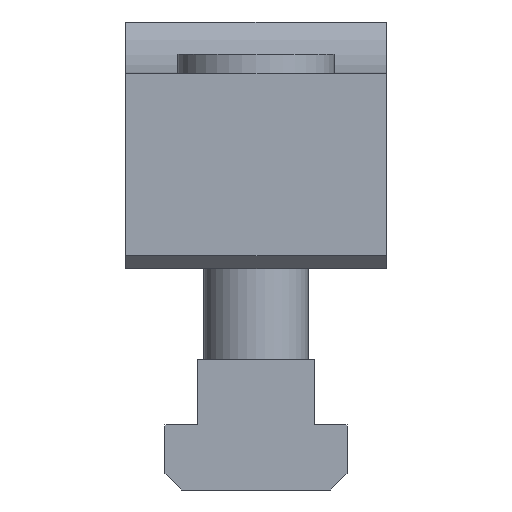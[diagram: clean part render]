
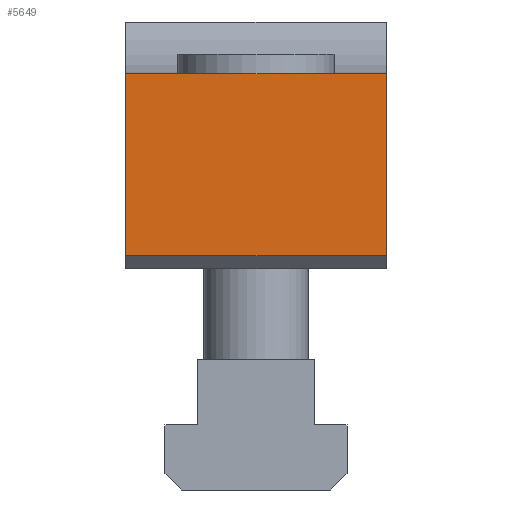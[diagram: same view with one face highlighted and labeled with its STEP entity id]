
A CAD part, left-side view. The second image highlights one B-rep face of the part: STEP entity #5649.
In plain terms, the highlighted planar face has unit normal (-1, 0, 0).
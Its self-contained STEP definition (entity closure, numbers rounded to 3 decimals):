
#127 = CARTESIAN_POINT ( 'NONE',  ( -47.5, 20., 30. ) ) ;
#202 = VERTEX_POINT ( 'NONE', #127 ) ;
#431 = ORIENTED_EDGE ( 'NONE', *, *, #3341, .F. ) ;
#503 = CARTESIAN_POINT ( 'NONE',  ( -47.5, 20., 2. ) ) ;
#636 = CARTESIAN_POINT ( 'NONE',  ( -47.5, 20., 30. ) ) ;
#904 = ORIENTED_EDGE ( 'NONE', *, *, #1158, .T. ) ;
#916 = B_SPLINE_CURVE_WITH_KNOTS ( 'NONE', 3,
 ( #636, #4293, #4199, #2114 ),
 .UNSPECIFIED., .F., .F.,
 ( 4, 4 ),
 ( 0., 1. ),
 .UNSPECIFIED. ) ;
#1158 = EDGE_CURVE ( 'NONE', #4656, #6722, #4309, .T. ) ;
#1252 = EDGE_CURVE ( 'NONE', #202, #4656, #916, .T. ) ;
#1517 = EDGE_CURVE ( 'NONE', #202, #2042, #2718, .T. ) ;
#1590 = CARTESIAN_POINT ( 'NONE',  ( -47.5, -6.667, 30. ) ) ;
#1673 = CARTESIAN_POINT ( 'NONE',  ( -47.5, -6.667, 2. ) ) ;
#1923 = CARTESIAN_POINT ( 'NONE',  ( -47.5, -20., 2. ) ) ;
#1973 = FACE_OUTER_BOUND ( 'NONE', #2688, .T. ) ;
#2019 = PLANE ( 'NONE',  #3226 ) ;
#2042 = VERTEX_POINT ( 'NONE', #3204 ) ;
#2055 = CARTESIAN_POINT ( 'NONE',  ( -47.5, -20., 2. ) ) ;
#2065 = DIRECTION ( 'NONE',  ( -1., 0., 0. ) ) ;
#2114 = CARTESIAN_POINT ( 'NONE',  ( -47.5, 20., 2. ) ) ;
#2340 = ORIENTED_EDGE ( 'NONE', *, *, #1252, .T. ) ;
#2342 = ORIENTED_EDGE ( 'NONE', *, *, #1517, .F. ) ;
#2376 = CARTESIAN_POINT ( 'NONE',  ( -47.5, -20., 30. ) ) ;
#2688 = EDGE_LOOP ( 'NONE', ( #431, #2342, #2340, #904 ) ) ;
#2718 = B_SPLINE_CURVE_WITH_KNOTS ( 'NONE', 3,
 ( #8259, #6823, #1590, #2376 ),
 .UNSPECIFIED., .F., .F.,
 ( 4, 4 ),
 ( 0., 1. ),
 .UNSPECIFIED. ) ;
#2899 = CARTESIAN_POINT ( 'NONE',  ( -47.5, -20., 30. ) ) ;
#3204 = CARTESIAN_POINT ( 'NONE',  ( -47.5, -20., 30. ) ) ;
#3226 = AXIS2_PLACEMENT_3D ( 'NONE', #5926, #2065, #5877 ) ;
#3341 = EDGE_CURVE ( 'NONE', #2042, #6722, #8950, .T. ) ;
#4199 = CARTESIAN_POINT ( 'NONE',  ( -47.5, 20., 11.333 ) ) ;
#4293 = CARTESIAN_POINT ( 'NONE',  ( -47.5, 20., 20.667 ) ) ;
#4309 = B_SPLINE_CURVE_WITH_KNOTS ( 'NONE', 3,
 ( #5420, #8431, #1673, #1923 ),
 .UNSPECIFIED., .F., .F.,
 ( 4, 4 ),
 ( 0., 1. ),
 .UNSPECIFIED. ) ;
#4656 = VERTEX_POINT ( 'NONE', #503 ) ;
#5420 = CARTESIAN_POINT ( 'NONE',  ( -47.5, 20., 2. ) ) ;
#5451 = CARTESIAN_POINT ( 'NONE',  ( -47.5, -20., 2. ) ) ;
#5649 = ADVANCED_FACE ( 'NONE', ( #1973 ), #2019, .T. ) ;
#5877 = DIRECTION ( 'NONE',  ( 0., 0., 1. ) ) ;
#5914 = CARTESIAN_POINT ( 'NONE',  ( -47.5, -20., 20.667 ) ) ;
#5926 = CARTESIAN_POINT ( 'NONE',  ( -47.5, -20., 2. ) ) ;
#6722 = VERTEX_POINT ( 'NONE', #5451 ) ;
#6823 = CARTESIAN_POINT ( 'NONE',  ( -47.5, 6.667, 30. ) ) ;
#8259 = CARTESIAN_POINT ( 'NONE',  ( -47.5, 20., 30. ) ) ;
#8431 = CARTESIAN_POINT ( 'NONE',  ( -47.5, 6.667, 2. ) ) ;
#8818 = CARTESIAN_POINT ( 'NONE',  ( -47.5, -20., 11.333 ) ) ;
#8950 = B_SPLINE_CURVE_WITH_KNOTS ( 'NONE', 3,
 ( #2899, #5914, #8818, #2055 ),
 .UNSPECIFIED., .F., .F.,
 ( 4, 4 ),
 ( 0., 1. ),
 .UNSPECIFIED. ) ;
